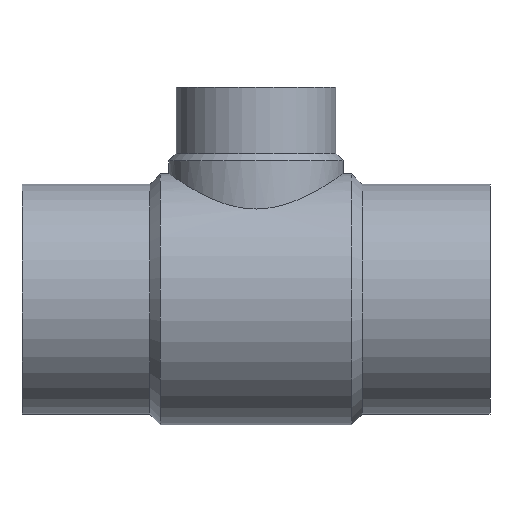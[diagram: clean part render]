
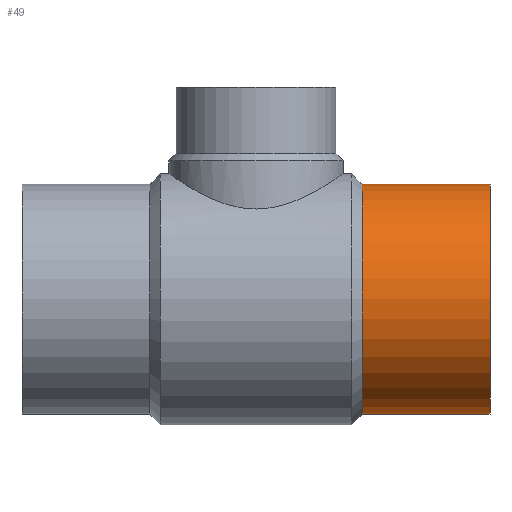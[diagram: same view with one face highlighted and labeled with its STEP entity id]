
A CAD part, front view. The second image highlights one B-rep face of the part: STEP entity #49.
In plain terms, the highlighted cylindrical face has radius 90 mm (diameter 180 mm), a full revolution.
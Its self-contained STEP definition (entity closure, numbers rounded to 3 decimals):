
#49 = ADVANCED_FACE( '', ( #105, #106 ), #107, .T. );
#105 = FACE_OUTER_BOUND( '', #166, .T. );
#106 = FACE_OUTER_BOUND( '', #167, .T. );
#107 = CYLINDRICAL_SURFACE( '', #168, 90. );
#166 = EDGE_LOOP( '', ( #233 ) );
#167 = EDGE_LOOP( '', ( #234 ) );
#168 = AXIS2_PLACEMENT_3D( '', #235, #236, #237 );
#233 = ORIENTED_EDGE( '', *, *, #293, .F. );
#234 = ORIENTED_EDGE( '', *, *, #279, .T. );
#235 = CARTESIAN_POINT( '', ( 0., 0., 0. ) );
#236 = DIRECTION( '', ( -1., 0., 0. ) );
#237 = DIRECTION( '', ( 0., 0., -1. ) );
#279 = EDGE_CURVE( '', #308, #308, #309, .T. );
#293 = EDGE_CURVE( '', #331, #331, #332, .T. );
#308 = VERTEX_POINT( '', #349 );
#309 = CIRCLE( '', #350, 90. );
#331 = VERTEX_POINT( '', #523 );
#332 = CIRCLE( '', #524, 90. );
#349 = CARTESIAN_POINT( '', ( -100., 0., -90. ) );
#350 = AXIS2_PLACEMENT_3D( '', #720, #721, #722 );
#523 = CARTESIAN_POINT( '', ( 0., 0., -90. ) );
#524 = AXIS2_PLACEMENT_3D( '', #744, #745, #746 );
#720 = CARTESIAN_POINT( '', ( -100., 0., 0. ) );
#721 = DIRECTION( '', ( 1., 0., 0. ) );
#722 = DIRECTION( '', ( 0., 0., -1. ) );
#744 = CARTESIAN_POINT( '', ( 0., 0., 0. ) );
#745 = DIRECTION( '', ( 1., 0., 0. ) );
#746 = DIRECTION( '', ( 0., 0., -1. ) );
